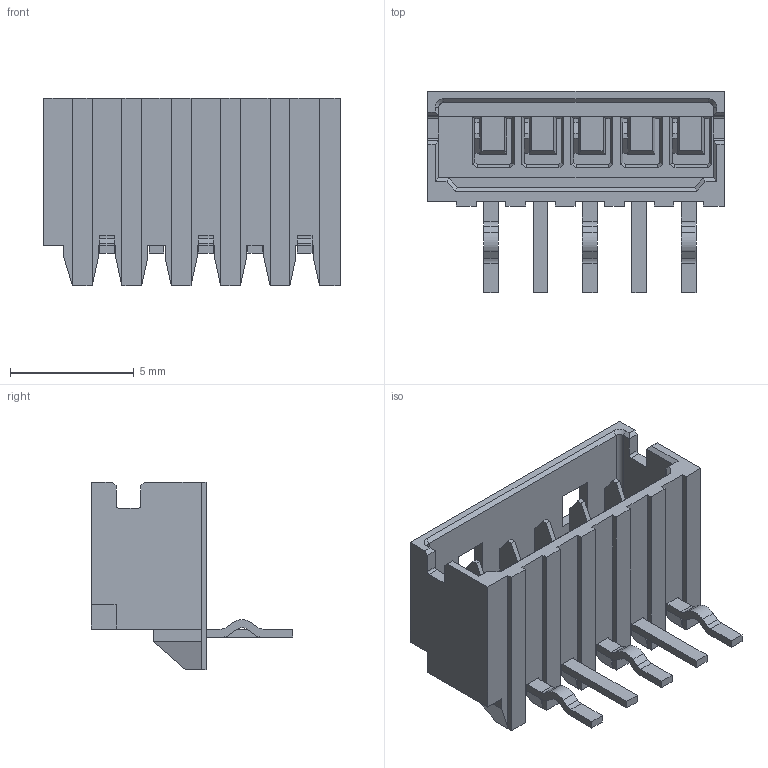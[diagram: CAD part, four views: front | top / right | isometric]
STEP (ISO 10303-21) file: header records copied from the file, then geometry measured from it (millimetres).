
FILE_DESCRIPTION((''),'2;1');
FILE_NAME('530150510','2016-09-27T',('rlalsangi'),(''),'PRO/ENGINEER BY PARAMETRIC TECHNOLOGY CORPORATION, 2012310','PRO/ENGINEER BY PARAMETRIC TECHNOLOGY CORPORATION, 2012310','');
FILE_SCHEMA(('CONFIG_CONTROL_DESIGN'));
Length unit declared in the file: millimetre
Products named in the file (1): 530150510
Bounding box: 12 x 8.15 x 7.6 mm (x, y, z)
Volume: 178 mm3; surface area: 603 mm2
Topology: 6 solids, 6 shells, 338 faces, 879 edges, 553 vertices
Faces by surface type: plane 309, cylinder 27, cone 2
Entity records: 10057 total; most frequent: CARTESIAN_POINT 1754, ORIENTED_EDGE 1724, DIRECTION 1623, EDGE_CURVE 862, VECTOR 813, LINE 813, VERTEX_POINT 536, AXIS2_PLACEMENT_3D 405
